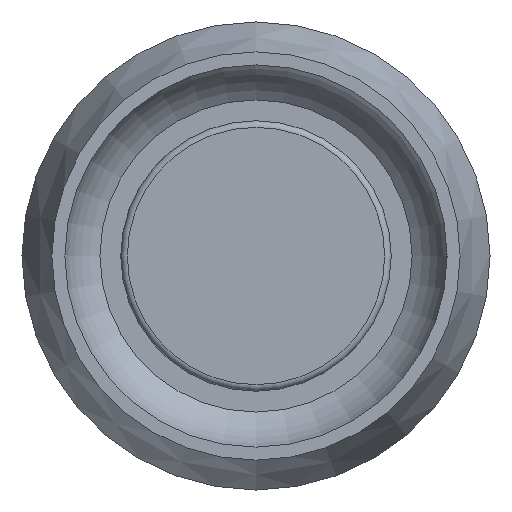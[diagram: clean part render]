
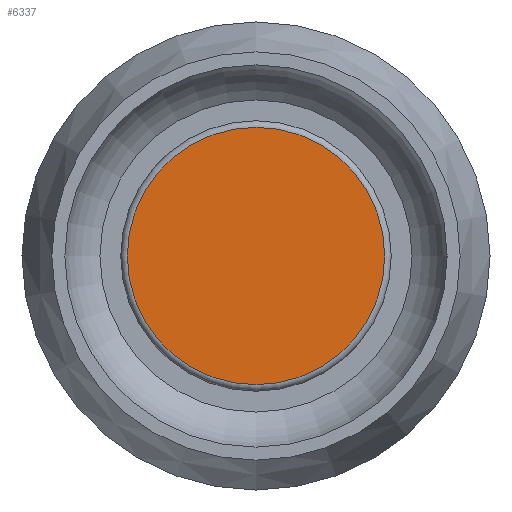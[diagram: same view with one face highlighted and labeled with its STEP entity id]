
A CAD part, left-side view. The second image highlights one B-rep face of the part: STEP entity #6337.
In plain terms, the highlighted planar face has unit normal (-1, 0, 0).
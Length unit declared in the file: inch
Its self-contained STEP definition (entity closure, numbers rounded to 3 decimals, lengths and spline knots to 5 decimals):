
#295=PLANE('',#6767);
#576=FACE_OUTER_BOUND('',#947,.T.);
#947=EDGE_LOOP('',(#4495));
#2769=CIRCLE('',#6766,0.19488);
#2871=VERTEX_POINT('',#8719);
#3509=EDGE_CURVE('',#2871,#2871,#2769,.T.);
#4495=ORIENTED_EDGE('',*,*,#3509,.F.);
#6337=ADVANCED_FACE('',(#576),#295,.F.);
#6766=AXIS2_PLACEMENT_3D('',#8721,#7239,#7240);
#6767=AXIS2_PLACEMENT_3D('',#8722,#7241,#7242);
#7239=DIRECTION('center_axis',(1.,0.,0.));
#7240=DIRECTION('ref_axis',(0.,0.,1.));
#7241=DIRECTION('center_axis',(1.,0.,0.));
#7242=DIRECTION('ref_axis',(0.,0.,1.));
#8719=CARTESIAN_POINT('',(-0.14567,0.,-0.19488));
#8721=CARTESIAN_POINT('Origin',(-0.14567,0.,0.));
#8722=CARTESIAN_POINT('Origin',(-0.14567,0.,0.));
